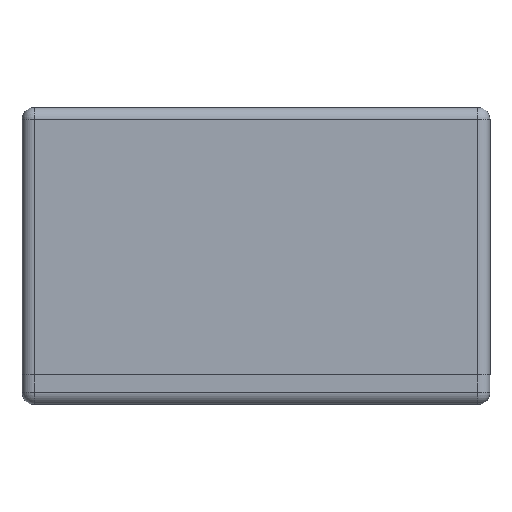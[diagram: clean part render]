
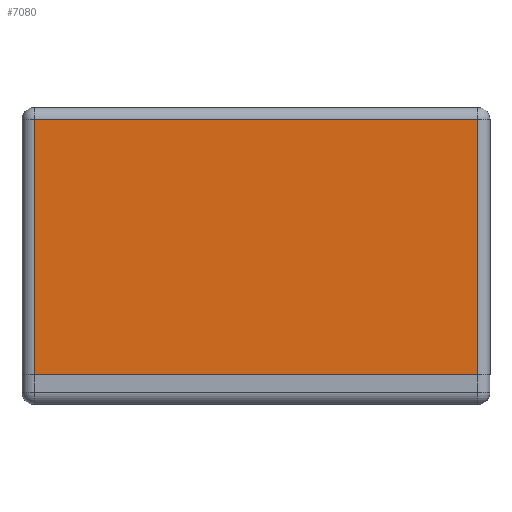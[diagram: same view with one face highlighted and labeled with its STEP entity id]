
A CAD part, front view. The second image highlights one B-rep face of the part: STEP entity #7080.
In plain terms, the highlighted face is planar.
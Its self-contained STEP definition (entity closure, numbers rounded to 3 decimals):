
#604=LINE('',#11558,#1292);
#690=LINE('',#11756,#1378);
#691=LINE('',#11758,#1379);
#692=LINE('',#11759,#1380);
#1292=VECTOR('',#9493,179.);
#1378=VECTOR('',#9661,103.);
#1379=VECTOR('',#9662,179.);
#1380=VECTOR('',#9663,103.);
#2012=FACE_OUTER_BOUND('',#2502,.T.);
#2502=EDGE_LOOP('',(#6104,#6105,#6106,#6107));
#3352=VERTEX_POINT('',#11555);
#3353=VERTEX_POINT('',#11557);
#3424=VERTEX_POINT('',#11755);
#3425=VERTEX_POINT('',#11757);
#4249=EDGE_CURVE('',#3353,#3352,#604,.T.);
#4353=EDGE_CURVE('',#3352,#3424,#690,.T.);
#4354=EDGE_CURVE('',#3425,#3424,#691,.T.);
#4355=EDGE_CURVE('',#3353,#3425,#692,.T.);
#6104=ORIENTED_EDGE('',*,*,#4249,.T.);
#6105=ORIENTED_EDGE('',*,*,#4353,.T.);
#6106=ORIENTED_EDGE('',*,*,#4354,.F.);
#6107=ORIENTED_EDGE('',*,*,#4355,.F.);
#6692=PLANE('',#7749);
#7080=ADVANCED_FACE('',(#2012),#6692,.T.);
#7749=AXIS2_PLACEMENT_3D('',#11754,#9659,#9660);
#9493=DIRECTION('',(1.,0.,0.));
#9659=DIRECTION('center_axis',(0.,1.,0.));
#9660=DIRECTION('ref_axis',(0.,0.,1.));
#9661=DIRECTION('',(0.,0.,-1.));
#9662=DIRECTION('',(1.,0.,0.));
#9663=DIRECTION('',(0.,0.,-1.));
#11555=CARTESIAN_POINT('',(89.5,55.,0.));
#11557=CARTESIAN_POINT('',(-89.5,55.,0.));
#11558=CARTESIAN_POINT('',(-89.5,55.,0.));
#11754=CARTESIAN_POINT('Origin',(89.5,55.,0.));
#11755=CARTESIAN_POINT('',(89.5,55.,-103.));
#11756=CARTESIAN_POINT('',(89.5,55.,0.));
#11757=CARTESIAN_POINT('',(-89.5,55.,-103.));
#11758=CARTESIAN_POINT('',(44.75,55.,-103.));
#11759=CARTESIAN_POINT('',(-89.5,55.,0.));
